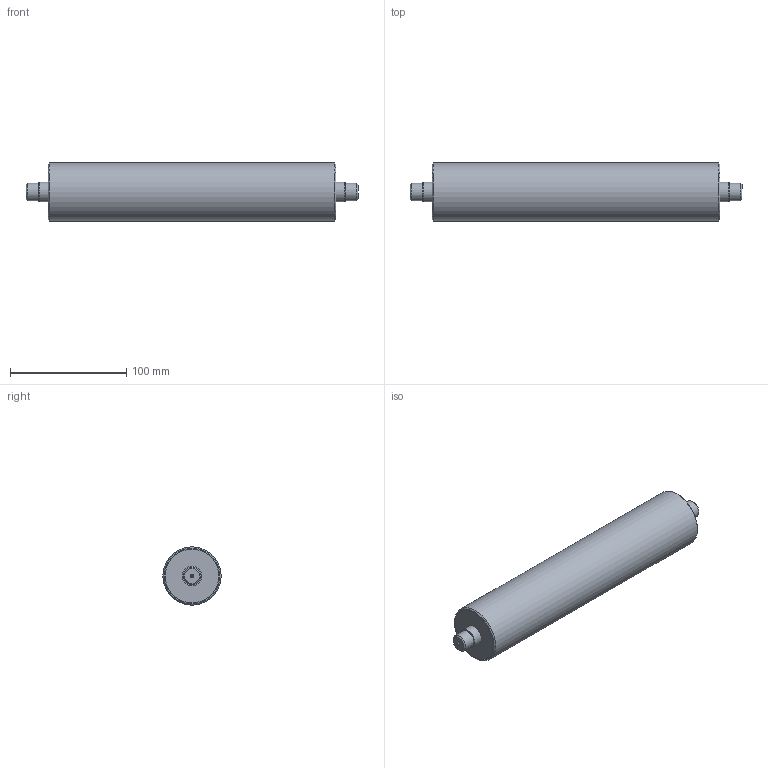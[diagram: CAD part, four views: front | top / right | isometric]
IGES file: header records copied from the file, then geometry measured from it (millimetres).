
Global section: file name: 904550.stp.ipt; native system: Autodesk Inventor 2014; preprocessor: unknown; author: zeman; date: 20151016.131630; units: millimetre
Bounding box: 285 x 50 x 50 mm (x, y, z)
Volume: 147082.9 mm3; surface area: 85073.1 mm2
Topology: 3 solids, 3 shells, 36 faces, 72 edges, 48 vertices
Faces by surface type: plane 12, revolution 9, cylinder 7, cone 6, bspline 2
Full cylindrical faces by diameter (mm): 15 x2, 17 x2, 46 x2, 50 x1
